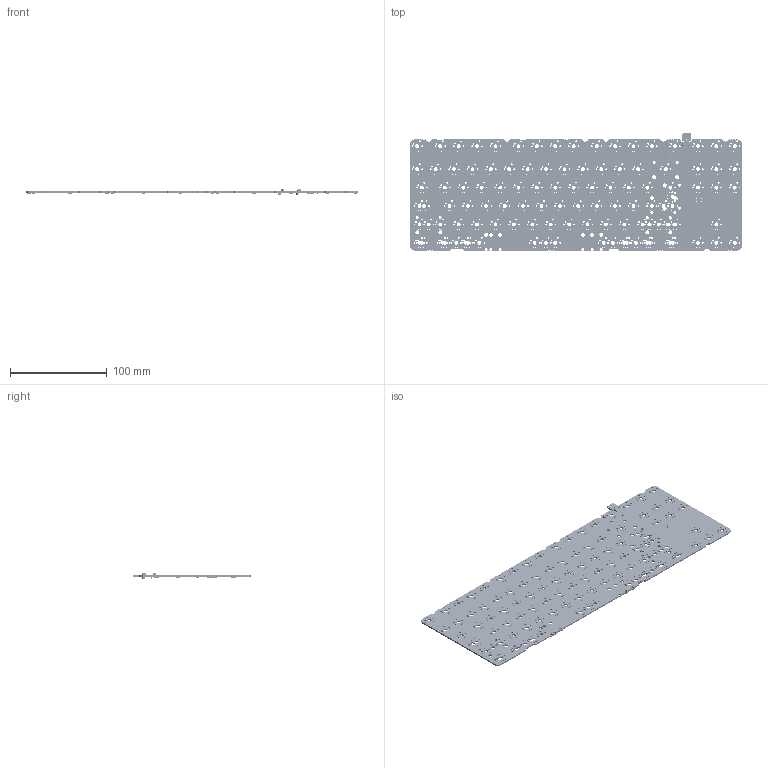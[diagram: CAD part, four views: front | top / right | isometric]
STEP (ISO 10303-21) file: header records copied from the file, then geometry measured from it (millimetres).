
FILE_DESCRIPTION(/* description */ (''),/* implementation_level */ '2;1');
FILE_NAME(/* name */ 'Infinity88.step',/* time_stamp */ '2020-05-08T17:14:00+07:00',/* author */ (''),/* organization */ (''),/* preprocessor_version */ 'ST-DEVELOPER v18.1',/* originating_system */ 'Autodesk Translation Framework v9.2.0.1227',/* authorisation */ '');
FILE_SCHEMA (('AUTOMOTIVE_DESIGN { 1 0 10303 214 3 1 1 }'));
Products named in the file (12): (Unsaved); SK6805-4020_v0_v1; COMPOUND (2); SK6812_3535_v1; COMPOUND (1); CP_EIA-3216-18_Kemet-A_v3; COMPOUND; QFN-44-1EP_7x7mm_P0.5mm_EP5.2x5; SOLID; resonator_16mhz; COMPOUND (3); COMPOUND (4)
Assembly tree (40 placements, depth 3):
  (Unsaved)
    CP_EIA-3216-18_Kemet-A_v3  x2
      COMPOUND
    SK6812_3535_v1  x26
      COMPOUND (1)
    SK6805-4020_v0_v1  x4
      COMPOUND (2)
    QFN-44-1EP_7x7mm_P0.5mm_EP5.2x5
      SOLID
    resonator_16mhz
      COMPOUND (3)
    COMPOUND (4)
Bounding box: 343.61 x 123.14 x 5.43 mm (x, y, z)
Volume: 58748.5 mm3; surface area: 84247.3 mm2
Topology: 212 solids, 212 shells, 4635 faces, 13861 edges, 9686 vertices
Faces by surface type: plane 2568, cylinder 1747, bspline 294, cone 26
Full cylindrical faces by diameter (mm): 0.4 x1, 0.5 x8, 0.7 x5, 0.8 x6, 1.1 x207, 1.702 x184, 1.8 x217, 3.048 x15, 3.988 x104
Entity records: 83349 total; most frequent: CARTESIAN_POINT 16923, ORIENTED_EDGE 13808, DIRECTION 13664, EDGE_CURVE 6904, AXIS2_PLACEMENT_3D 5307, VERTEX_POINT 5090, CIRCLE 3523, EDGE_LOOP 3462
